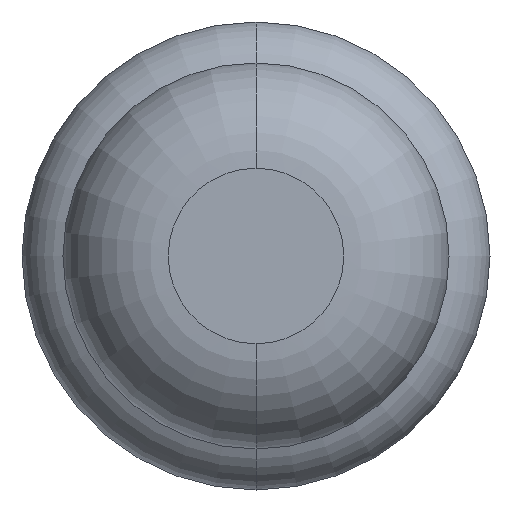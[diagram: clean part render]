
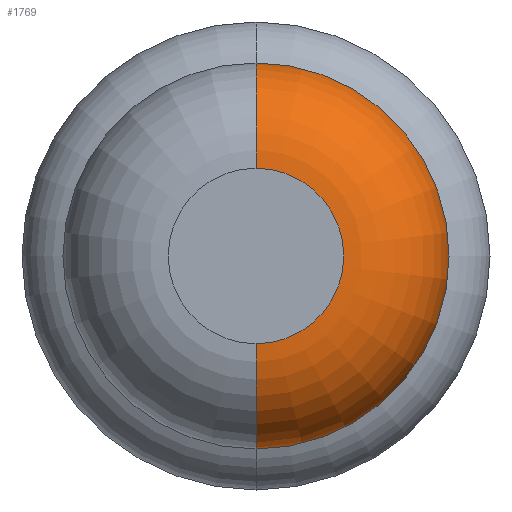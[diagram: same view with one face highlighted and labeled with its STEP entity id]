
A CAD part, front view. The second image highlights one B-rep face of the part: STEP entity #1769.
In plain terms, the highlighted toroidal (fillet/blend) face has major radius 0.375 mm and minor radius 0.45 mm.
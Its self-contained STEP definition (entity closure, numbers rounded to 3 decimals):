
#2 = CARTESIAN_POINT ( 'NONE',  ( 0., -25.55, 0.375 ) ) ;
#74 = DIRECTION ( 'NONE',  ( 0., 0., 1. ) ) ;
#307 = TOROIDAL_SURFACE ( 'NONE', #1740, 0.375, 0.45 ) ;
#387 = ORIENTED_EDGE ( 'NONE', *, *, #2250, .F. ) ;
#410 = DIRECTION ( 'NONE',  ( 0., 1., 0. ) ) ;
#596 = AXIS2_PLACEMENT_3D ( 'NONE', #3255, #3681, #1746 ) ;
#598 = ORIENTED_EDGE ( 'NONE', *, *, #4829, .T. ) ;
#614 = CARTESIAN_POINT ( 'NONE',  ( 0., -26., 0.375 ) ) ;
#686 = CARTESIAN_POINT ( 'NONE',  ( 0., -26., -0.375 ) ) ;
#781 = CARTESIAN_POINT ( 'NONE',  ( 0., -25.55, 0. ) ) ;
#816 = CIRCLE ( 'NONE', #596, 0.45 ) ;
#1051 = CARTESIAN_POINT ( 'NONE',  ( 0., -26., 0. ) ) ;
#1190 = ORIENTED_EDGE ( 'NONE', *, *, #4728, .T. ) ;
#1349 = AXIS2_PLACEMENT_3D ( 'NONE', #781, #410, #74 ) ;
#1485 = VERTEX_POINT ( 'NONE', #4293 ) ;
#1531 = DIRECTION ( 'NONE',  ( -1., 0., 0. ) ) ;
#1559 = EDGE_LOOP ( 'NONE', ( #1190, #598, #3404, #387 ) ) ;
#1740 = AXIS2_PLACEMENT_3D ( 'NONE', #3702, #4864, #4498 ) ;
#1746 = DIRECTION ( 'NONE',  ( 0., 0., -1. ) ) ;
#1769 = ADVANCED_FACE ( 'Defeature ausgef�hrt4_46', ( #2347 ), #307, .T. ) ;
#1870 = CIRCLE ( 'NONE', #3133, 0.45 ) ;
#1909 = DIRECTION ( 'NONE',  ( 0., 0., 1. ) ) ;
#2015 = CIRCLE ( 'NONE', #2437, 0.375 ) ;
#2167 = DIRECTION ( 'NONE',  ( 0., 1., 0. ) ) ;
#2250 = EDGE_CURVE ( 'NONE', #2541, #4638, #1870, .T. ) ;
#2347 = FACE_OUTER_BOUND ( 'NONE', #1559, .T. ) ;
#2437 = AXIS2_PLACEMENT_3D ( 'NONE', #1051, #2167, #3352 ) ;
#2541 = VERTEX_POINT ( 'NONE', #614 ) ;
#2952 = EDGE_CURVE ( 'Defeature ausgef�hrt4_47+Defeature ausgef�hrt4_46+Defeature ausgef�hrt4_46+Defeature ausgef�hrt4_46', #4638, #1485, #3679, .T. ) ;
#3133 = AXIS2_PLACEMENT_3D ( 'NONE', #2, #1531, #1909 ) ;
#3255 = CARTESIAN_POINT ( 'NONE',  ( 0., -25.55, -0.375 ) ) ;
#3335 = VERTEX_POINT ( 'NONE', #686 ) ;
#3352 = DIRECTION ( 'NONE',  ( 0., 0., 1. ) ) ;
#3404 = ORIENTED_EDGE ( 'NONE', *, *, #2952, .F. ) ;
#3679 = CIRCLE ( 'NONE', #1349, 0.825 ) ;
#3681 = DIRECTION ( 'NONE',  ( 1., 0., 0. ) ) ;
#3702 = CARTESIAN_POINT ( 'NONE',  ( 0., -25.55, 0. ) ) ;
#4001 = CARTESIAN_POINT ( 'NONE',  ( 0., -25.55, 0.825 ) ) ;
#4293 = CARTESIAN_POINT ( 'NONE',  ( 0., -25.55, -0.825 ) ) ;
#4498 = DIRECTION ( 'NONE',  ( 0., 0., 1. ) ) ;
#4638 = VERTEX_POINT ( 'NONE', #4001 ) ;
#4728 = EDGE_CURVE ( 'Defeature ausgef�hrt4_46+Defeature ausgef�hrt4_45+Defeature ausgef�hrt4_45+Defeature ausgef�hrt4_45', #2541, #3335, #2015, .T. ) ;
#4829 = EDGE_CURVE ( 'NONE', #3335, #1485, #816, .T. ) ;
#4864 = DIRECTION ( 'NONE',  ( 0., 1., 0. ) ) ;
